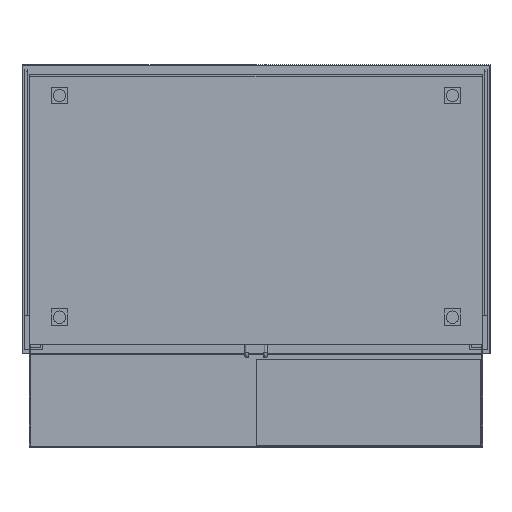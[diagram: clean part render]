
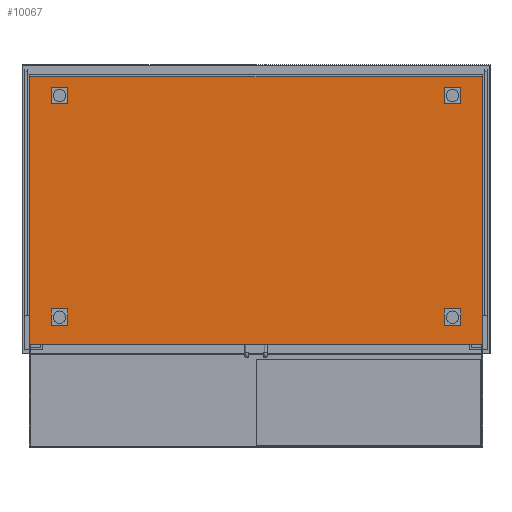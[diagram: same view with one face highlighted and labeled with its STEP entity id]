
A CAD part, front view. The second image highlights one B-rep face of the part: STEP entity #10067.
In plain terms, the highlighted planar face has unit normal (0, -1, 0).
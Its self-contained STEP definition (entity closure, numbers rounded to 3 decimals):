
#652 = CARTESIAN_POINT ( 'NONE',  ( 543.5, -498., 319. ) ) ;
#814 = VECTOR ( 'NONE', #13468, 1000. ) ;
#1673 = DIRECTION ( 'NONE',  ( 0., 0., 1. ) ) ;
#3104 = LINE ( 'NONE', #11641, #12804 ) ;
#3632 = AXIS2_PLACEMENT_3D ( 'NONE', #13800, #16568, #12635 ) ;
#3974 = CARTESIAN_POINT ( 'NONE',  ( -543.5, -498., 319. ) ) ;
#4558 = VERTEX_POINT ( 'NONE', #6344 ) ;
#5274 = DIRECTION ( 'NONE',  ( 1., 0., 0. ) ) ;
#6344 = CARTESIAN_POINT ( 'NONE',  ( -543.5, -498., -324. ) ) ;
#6360 = VERTEX_POINT ( 'NONE', #10189 ) ;
#6909 = VECTOR ( 'NONE', #1673, 1000. ) ;
#7000 = EDGE_CURVE ( 'NONE', #6360, #9266, #9731, .T. ) ;
#7280 = LINE ( 'NONE', #12153, #814 ) ;
#7441 = EDGE_CURVE ( 'NONE', #13357, #4558, #7280, .T. ) ;
#8240 = CARTESIAN_POINT ( 'NONE',  ( 543.5, -498., -324. ) ) ;
#8366 = FACE_OUTER_BOUND ( 'NONE', #15233, .T. ) ;
#9266 = VERTEX_POINT ( 'NONE', #652 ) ;
#9475 = ORIENTED_EDGE ( 'NONE', *, *, #9648, .T. ) ;
#9648 = EDGE_CURVE ( 'NONE', #4558, #6360, #3104, .T. ) ;
#9731 = LINE ( 'NONE', #8240, #6909 ) ;
#10067 = ADVANCED_FACE ( 'NONE', ( #8366 ), #12429, .T. ) ;
#10189 = CARTESIAN_POINT ( 'NONE',  ( 543.5, -498., -324. ) ) ;
#10809 = EDGE_CURVE ( 'NONE', #9266, #13357, #13829, .T. ) ;
#11641 = CARTESIAN_POINT ( 'NONE',  ( 543.5, -498., -324. ) ) ;
#12058 = ORIENTED_EDGE ( 'NONE', *, *, #7441, .T. ) ;
#12153 = CARTESIAN_POINT ( 'NONE',  ( -543.5, -498., -324. ) ) ;
#12429 = PLANE ( 'NONE',  #3632 ) ;
#12635 = DIRECTION ( 'NONE',  ( 0., 0., -1. ) ) ;
#12804 = VECTOR ( 'NONE', #5274, 1000. ) ;
#13357 = VERTEX_POINT ( 'NONE', #3974 ) ;
#13468 = DIRECTION ( 'NONE',  ( 0., 0., -1. ) ) ;
#13800 = CARTESIAN_POINT ( 'NONE',  ( 0., -498., 0. ) ) ;
#13829 = LINE ( 'NONE', #13980, #16063 ) ;
#13980 = CARTESIAN_POINT ( 'NONE',  ( 543.5, -498., 319. ) ) ;
#14344 = ORIENTED_EDGE ( 'NONE', *, *, #7000, .T. ) ;
#15117 = DIRECTION ( 'NONE',  ( -1., 0., 0. ) ) ;
#15233 = EDGE_LOOP ( 'NONE', ( #14344, #16090, #12058, #9475 ) ) ;
#16063 = VECTOR ( 'NONE', #15117, 1000. ) ;
#16090 = ORIENTED_EDGE ( 'NONE', *, *, #10809, .T. ) ;
#16568 = DIRECTION ( 'NONE',  ( 0., -1., 0. ) ) ;
